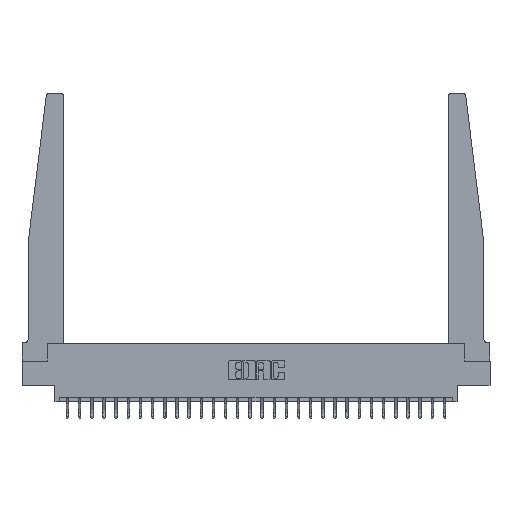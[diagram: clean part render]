
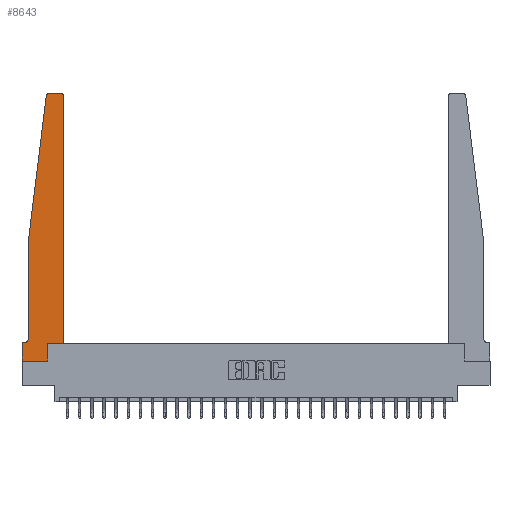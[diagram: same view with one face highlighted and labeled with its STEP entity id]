
A CAD part, top view. The second image highlights one B-rep face of the part: STEP entity #8643.
In plain terms, the highlighted planar face has unit normal (0, 0, 1).
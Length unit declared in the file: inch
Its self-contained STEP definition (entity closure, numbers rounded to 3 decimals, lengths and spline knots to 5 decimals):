
#192 = VECTOR ( 'NONE', #27048, 39.37008 ) ;
#480 = DIRECTION ( 'NONE',  ( 1., 0., 0. ) ) ;
#484 = ORIENTED_EDGE ( 'NONE', *, *, #19003, .T. ) ;
#515 = VERTEX_POINT ( 'NONE', #22183 ) ;
#576 = CARTESIAN_POINT ( 'NONE',  ( 0.425, 0.18, 0.37 ) ) ;
#733 = VERTEX_POINT ( 'NONE', #21855 ) ;
#743 = EDGE_CURVE ( 'NONE', #2269, #26667, #15405, .T. ) ;
#799 = DIRECTION ( 'NONE',  ( -0.122, -0.992, 0. ) ) ;
#933 = CARTESIAN_POINT ( 'NONE',  ( 0., 0., 0.37 ) ) ;
#935 = LINE ( 'NONE', #5719, #25555 ) ;
#949 = DIRECTION ( 'NONE',  ( 0., 1., 0. ) ) ;
#1546 = AXIS2_PLACEMENT_3D ( 'NONE', #12568, #18780, #8217 ) ;
#1627 = ORIENTED_EDGE ( 'NONE', *, *, #23681, .T. ) ;
#1769 = EDGE_CURVE ( 'NONE', #26667, #515, #26825, .T. ) ;
#2269 = VERTEX_POINT ( 'NONE', #11587 ) ;
#2304 = DIRECTION ( 'NONE',  ( 0., 0., 1. ) ) ;
#2985 = ORIENTED_EDGE ( 'NONE', *, *, #9330, .T. ) ;
#3200 = DIRECTION ( 'NONE',  ( 0., -1., 0. ) ) ;
#3621 = CIRCLE ( 'NONE', #7663, 0.03 ) ;
#3776 = VECTOR ( 'NONE', #26168, 39.37008 ) ;
#4292 = FACE_OUTER_BOUND ( 'NONE', #14745, .T. ) ;
#4433 = CARTESIAN_POINT ( 'NONE',  ( 0.395, 2.72, 0.37 ) ) ;
#5294 = CARTESIAN_POINT ( 'NONE',  ( 0.2605, 0.18, 0.37 ) ) ;
#5685 = ORIENTED_EDGE ( 'NONE', *, *, #11577, .T. ) ;
#5719 = CARTESIAN_POINT ( 'NONE',  ( 0.065, 1.25, 0.37 ) ) ;
#5818 = VERTEX_POINT ( 'NONE', #20568 ) ;
#7131 = VECTOR ( 'NONE', #19764, 39.37008 ) ;
#7247 = VERTEX_POINT ( 'NONE', #21272 ) ;
#7303 = VECTOR ( 'NONE', #949, 39.37008 ) ;
#7663 = AXIS2_PLACEMENT_3D ( 'NONE', #14635, #19553, #13359 ) ;
#8217 = DIRECTION ( 'NONE',  ( -1., 0., 0. ) ) ;
#8306 = ORIENTED_EDGE ( 'NONE', *, *, #17319, .T. ) ;
#8394 = ORIENTED_EDGE ( 'NONE', *, *, #22116, .T. ) ;
#8643 = ADVANCED_FACE ( 'NONE', ( #4292 ), #9059, .T. ) ;
#8795 = CIRCLE ( 'NONE', #24506, 0.03 ) ;
#9059 = PLANE ( 'NONE',  #20587 ) ;
#9100 = VERTEX_POINT ( 'NONE', #5294 ) ;
#9330 = EDGE_CURVE ( 'NONE', #21429, #2269, #24915, .T. ) ;
#9568 = VERTEX_POINT ( 'NONE', #23386 ) ;
#9606 = LINE ( 'NONE', #26780, #192 ) ;
#9695 = CARTESIAN_POINT ( 'NONE',  ( 0., 0.1875, 0.37 ) ) ;
#10306 = VECTOR ( 'NONE', #3200, 39.37008 ) ;
#10372 = VERTEX_POINT ( 'NONE', #26249 ) ;
#11181 = DIRECTION ( 'NONE',  ( 0., -1., 0. ) ) ;
#11187 = CARTESIAN_POINT ( 'NONE',  ( 0.065, 0.1875, 0.37 ) ) ;
#11356 = VERTEX_POINT ( 'NONE', #27431 ) ;
#11577 = EDGE_CURVE ( 'NONE', #5818, #11356, #935, .T. ) ;
#11587 = CARTESIAN_POINT ( 'NONE',  ( 0.015, 0.1875, 0.37 ) ) ;
#11791 = CARTESIAN_POINT ( 'NONE',  ( 0., 0., 0.37 ) ) ;
#12568 = CARTESIAN_POINT ( 'NONE',  ( 0.015, 0.2375, 0.37 ) ) ;
#12849 = DIRECTION ( 'NONE',  ( 0., 0., 1. ) ) ;
#12854 = DIRECTION ( 'NONE',  ( 1., 0., 0. ) ) ;
#13028 = EDGE_CURVE ( 'NONE', #11356, #21429, #23825, .T. ) ;
#13125 = CARTESIAN_POINT ( 'NONE',  ( 0., 0.1875, 0.37 ) ) ;
#13359 = DIRECTION ( 'NONE',  ( 1., 0., 0. ) ) ;
#14635 = CARTESIAN_POINT ( 'NONE',  ( 0.27653, 2.72, 0.37 ) ) ;
#14745 = EDGE_LOOP ( 'NONE', ( #8394, #8306, #5685, #22714, #2985, #15219, #18099, #23281, #484, #1627, #14862, #22771 ) ) ;
#14862 = ORIENTED_EDGE ( 'NONE', *, *, #19209, .T. ) ;
#15135 = VECTOR ( 'NONE', #20374, 39.37008 ) ;
#15165 = LINE ( 'NONE', #26273, #15356 ) ;
#15219 = ORIENTED_EDGE ( 'NONE', *, *, #743, .T. ) ;
#15347 = LINE ( 'NONE', #576, #3776 ) ;
#15356 = VECTOR ( 'NONE', #17554, 39.37008 ) ;
#15405 = LINE ( 'NONE', #11187, #7131 ) ;
#15872 = LINE ( 'NONE', #16154, #7303 ) ;
#16154 = CARTESIAN_POINT ( 'NONE',  ( 0.425, 0.18, 0.37 ) ) ;
#16581 = LINE ( 'NONE', #11791, #15135 ) ;
#16619 = CARTESIAN_POINT ( 'NONE',  ( 0.425, 0.18, 0.37 ) ) ;
#17319 = EDGE_CURVE ( 'NONE', #733, #5818, #3621, .T. ) ;
#17554 = DIRECTION ( 'NONE',  ( 0., 1., 0. ) ) ;
#18099 = ORIENTED_EDGE ( 'NONE', *, *, #1769, .T. ) ;
#18780 = DIRECTION ( 'NONE',  ( 0., 0., -1. ) ) ;
#19003 = EDGE_CURVE ( 'NONE', #10372, #9100, #15165, .T. ) ;
#19209 = EDGE_CURVE ( 'NONE', #27492, #7247, #15872, .T. ) ;
#19553 = DIRECTION ( 'NONE',  ( 0., 0., 1. ) ) ;
#19764 = DIRECTION ( 'NONE',  ( -1., 0., 0. ) ) ;
#20374 = DIRECTION ( 'NONE',  ( 1., 0., 0. ) ) ;
#20568 = CARTESIAN_POINT ( 'NONE',  ( 0.24675, 2.72367, 0.37 ) ) ;
#20587 = AXIS2_PLACEMENT_3D ( 'NONE', #13125, #12849, #480 ) ;
#21272 = CARTESIAN_POINT ( 'NONE',  ( 0.425, 2.72, 0.37 ) ) ;
#21311 = CARTESIAN_POINT ( 'NONE',  ( 0.065, 0.2375, 0.37 ) ) ;
#21429 = VERTEX_POINT ( 'NONE', #21311 ) ;
#21855 = CARTESIAN_POINT ( 'NONE',  ( 0.27653, 2.75, 0.37 ) ) ;
#22116 = EDGE_CURVE ( 'NONE', #9568, #733, #9606, .T. ) ;
#22183 = CARTESIAN_POINT ( 'NONE',  ( 0., 0., 0.37 ) ) ;
#22714 = ORIENTED_EDGE ( 'NONE', *, *, #13028, .T. ) ;
#22771 = ORIENTED_EDGE ( 'NONE', *, *, #25433, .T. ) ;
#23281 = ORIENTED_EDGE ( 'NONE', *, *, #26645, .T. ) ;
#23386 = CARTESIAN_POINT ( 'NONE',  ( 0.395, 2.75, 0.37 ) ) ;
#23681 = EDGE_CURVE ( 'NONE', #9100, #27492, #15347, .T. ) ;
#23825 = LINE ( 'NONE', #26086, #27095 ) ;
#24506 = AXIS2_PLACEMENT_3D ( 'NONE', #4433, #2304, #12854 ) ;
#24915 = CIRCLE ( 'NONE', #1546, 0.05 ) ;
#25433 = EDGE_CURVE ( 'NONE', #7247, #9568, #8795, .T. ) ;
#25555 = VECTOR ( 'NONE', #799, 39.37008 ) ;
#26086 = CARTESIAN_POINT ( 'NONE',  ( 0.065, 1.25, 0.37 ) ) ;
#26168 = DIRECTION ( 'NONE',  ( 1., 0., 0. ) ) ;
#26249 = CARTESIAN_POINT ( 'NONE',  ( 0.2605, 0., 0.37 ) ) ;
#26273 = CARTESIAN_POINT ( 'NONE',  ( 0.2605, 0.18, 0.37 ) ) ;
#26645 = EDGE_CURVE ( 'NONE', #515, #10372, #16581, .T. ) ;
#26667 = VERTEX_POINT ( 'NONE', #9695 ) ;
#26780 = CARTESIAN_POINT ( 'NONE',  ( 0.25, 2.75, 0.37 ) ) ;
#26825 = LINE ( 'NONE', #933, #10306 ) ;
#27048 = DIRECTION ( 'NONE',  ( -1., 0., 0. ) ) ;
#27095 = VECTOR ( 'NONE', #11181, 39.37008 ) ;
#27431 = CARTESIAN_POINT ( 'NONE',  ( 0.065, 1.25, 0.37 ) ) ;
#27492 = VERTEX_POINT ( 'NONE', #16619 ) ;
